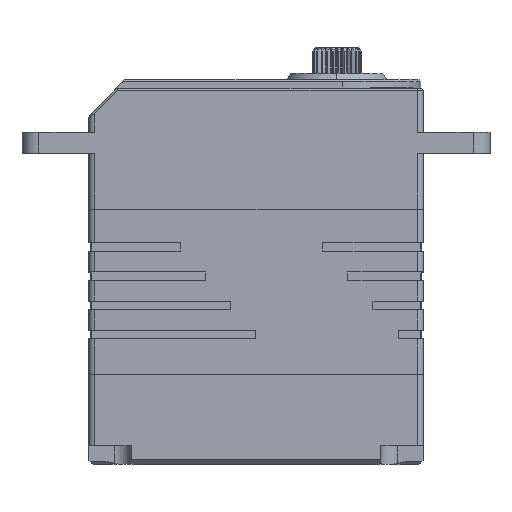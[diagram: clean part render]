
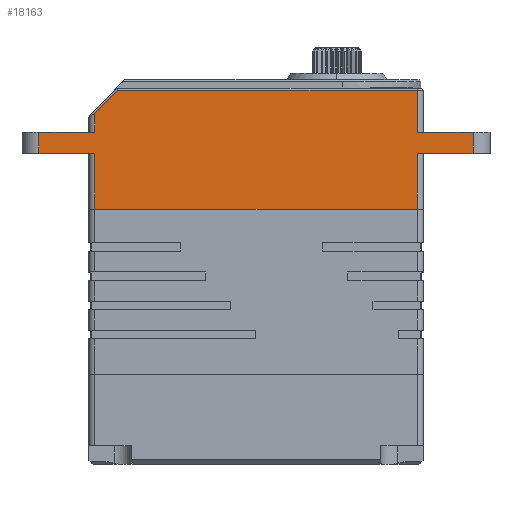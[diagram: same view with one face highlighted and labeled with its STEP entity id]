
A CAD part, top view. The second image highlights one B-rep face of the part: STEP entity #18163.
In plain terms, the highlighted planar face has unit normal (0, 0, 1).
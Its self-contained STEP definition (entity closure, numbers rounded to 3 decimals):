
#93 = VERTEX_POINT ( 'NONE', #4381 ) ;
#104 = CARTESIAN_POINT ( 'NONE',  ( -20.056, -6.497, 46.434 ) ) ;
#195 = ORIENTED_EDGE ( 'NONE', *, *, #1625, .F. ) ;
#286 = CARTESIAN_POINT ( 'NONE',  ( 18.544, -13.197, 46.434 ) ) ;
#751 = CARTESIAN_POINT ( 'NONE',  ( -20.056, -3.497, 46.434 ) ) ;
#771 = CARTESIAN_POINT ( 'NONE',  ( -18.239, 0.127, 46.434 ) ) ;
#1056 = VECTOR ( 'NONE', #20490, 1000. ) ;
#1107 = VERTEX_POINT ( 'NONE', #1216 ) ;
#1216 = CARTESIAN_POINT ( 'NONE',  ( -20.056, -1.726, 46.434 ) ) ;
#1625 = EDGE_CURVE ( 'NONE', #18299, #19487, #21651, .T. ) ;
#2089 = DIRECTION ( 'NONE',  ( 1., 0., 0. ) ) ;
#2427 = VERTEX_POINT ( 'NONE', #8779 ) ;
#2856 = VERTEX_POINT ( 'NONE', #10474 ) ;
#3158 = DIRECTION ( 'NONE',  ( 0., 1., 0. ) ) ;
#3306 = EDGE_CURVE ( 'NONE', #12401, #93, #21154, .T. ) ;
#3339 = VERTEX_POINT ( 'NONE', #14003 ) ;
#3447 = ORIENTED_EDGE ( 'NONE', *, *, #11679, .T. ) ;
#3818 = VECTOR ( 'NONE', #9886, 1000. ) ;
#4204 = CARTESIAN_POINT ( 'NONE',  ( -17.331, 1.053, 46.434 ) ) ;
#4381 = CARTESIAN_POINT ( 'NONE',  ( -20.056, -13.197, 46.434 ) ) ;
#4402 = CARTESIAN_POINT ( 'NONE',  ( 25.244, -3.997, 46.434 ) ) ;
#4794 = ORIENTED_EDGE ( 'NONE', *, *, #18972, .F. ) ;
#5139 = VECTOR ( 'NONE', #16995, 1000. ) ;
#5332 = VERTEX_POINT ( 'NONE', #14530 ) ;
#5966 = VECTOR ( 'NONE', #16015, 1000. ) ;
#6135 = EDGE_CURVE ( 'NONE', #18299, #21307, #20708, .T. ) ;
#6475 = VECTOR ( 'NONE', #17066, 1000. ) ;
#6713 = CARTESIAN_POINT ( 'NONE',  ( 18.544, -6.497, 46.434 ) ) ;
#6934 = DIRECTION ( 'NONE',  ( 0., -1., 0. ) ) ;
#7259 = CARTESIAN_POINT ( 'NONE',  ( -20.056, -2.611, 46.434 ) ) ;
#7766 = VERTEX_POINT ( 'NONE', #19189 ) ;
#7967 = ORIENTED_EDGE ( 'NONE', *, *, #8112, .F. ) ;
#8051 = VERTEX_POINT ( 'NONE', #4402 ) ;
#8112 = EDGE_CURVE ( 'NONE', #19428, #7766, #21080, .T. ) ;
#8312 = CARTESIAN_POINT ( 'NONE',  ( -26.756, -3.997, 46.434 ) ) ;
#8779 = CARTESIAN_POINT ( 'NONE',  ( -20.056, -3.497, 46.434 ) ) ;
#8911 = EDGE_LOOP ( 'NONE', ( #195, #11445, #11425, #20743, #22138, #15334, #9401, #7967, #3447, #16597, #13953, #4794, #9794, #15271 ) ) ;
#8994 = DIRECTION ( 'NONE',  ( 0., -1., 0. ) ) ;
#9325 = VERTEX_POINT ( 'NONE', #6713 ) ;
#9401 = ORIENTED_EDGE ( 'NONE', *, *, #17297, .F. ) ;
#9424 = CARTESIAN_POINT ( 'NONE',  ( -19.148, -0.799, 46.434 ) ) ;
#9448 = CARTESIAN_POINT ( 'NONE',  ( 18.544, -13.197, 46.434 ) ) ;
#9481 = LINE ( 'NONE', #16619, #16046 ) ;
#9794 = ORIENTED_EDGE ( 'NONE', *, *, #13481, .F. ) ;
#9886 = DIRECTION ( 'NONE',  ( 0., -1., 0. ) ) ;
#9897 = LINE ( 'NONE', #13457, #1056 ) ;
#10006 = CARTESIAN_POINT ( 'NONE',  ( 25.244, -3.997, 46.434 ) ) ;
#10474 = CARTESIAN_POINT ( 'NONE',  ( -20.056, -3.997, 46.434 ) ) ;
#10561 = DIRECTION ( 'NONE',  ( -1., 0., 0. ) ) ;
#10604 = LINE ( 'NONE', #7259, #13192 ) ;
#11284 = LINE ( 'NONE', #9448, #18407 ) ;
#11425 = ORIENTED_EDGE ( 'NONE', *, *, #12127, .T. ) ;
#11445 = ORIENTED_EDGE ( 'NONE', *, *, #6135, .T. ) ;
#11646 = CARTESIAN_POINT ( 'NONE',  ( -26.756, -6.497, 46.434 ) ) ;
#11679 = EDGE_CURVE ( 'NONE', #19428, #93, #13841, .T. ) ;
#11707 = DIRECTION ( 'NONE',  ( 0., 0., -1. ) ) ;
#11811 = LINE ( 'NONE', #751, #5139 ) ;
#12127 = EDGE_CURVE ( 'NONE', #21307, #1107, #16313, .T. ) ;
#12401 = VERTEX_POINT ( 'NONE', #19085 ) ;
#12587 = VECTOR ( 'NONE', #6934, 1000. ) ;
#12649 = CARTESIAN_POINT ( 'NONE',  ( -17.331, 1.053, 46.434 ) ) ;
#13147 = LINE ( 'NONE', #11646, #6475 ) ;
#13192 = VECTOR ( 'NONE', #8994, 1000. ) ;
#13428 = FACE_OUTER_BOUND ( 'NONE', #8911, .T. ) ;
#13457 = CARTESIAN_POINT ( 'NONE',  ( 25.244, -6.497, 46.434 ) ) ;
#13481 = EDGE_CURVE ( 'NONE', #8051, #3339, #15071, .T. ) ;
#13776 = CARTESIAN_POINT ( 'NONE',  ( -20.056, -6.497, 46.434 ) ) ;
#13841 = LINE ( 'NONE', #15683, #12587 ) ;
#13953 = ORIENTED_EDGE ( 'NONE', *, *, #20507, .T. ) ;
#14003 = CARTESIAN_POINT ( 'NONE',  ( 25.244, -6.497, 46.434 ) ) ;
#14131 = DIRECTION ( 'NONE',  ( -1., 0., 0. ) ) ;
#14530 = CARTESIAN_POINT ( 'NONE',  ( -26.756, -3.997, 46.434 ) ) ;
#14639 = AXIS2_PLACEMENT_3D ( 'NONE', #16885, #11707, #22186 ) ;
#14689 = VECTOR ( 'NONE', #14131, 1000. ) ;
#15071 = LINE ( 'NONE', #10006, #3818 ) ;
#15271 = ORIENTED_EDGE ( 'NONE', *, *, #17155, .F. ) ;
#15334 = ORIENTED_EDGE ( 'NONE', *, *, #20251, .F. ) ;
#15348 = DIRECTION ( 'NONE',  ( 1., 0., 0. ) ) ;
#15515 = VECTOR ( 'NONE', #19130, 1000. ) ;
#15683 = CARTESIAN_POINT ( 'NONE',  ( -20.056, -6.497, 46.434 ) ) ;
#16015 = DIRECTION ( 'NONE',  ( 0., -1., 0. ) ) ;
#16046 = VECTOR ( 'NONE', #2089, 1000. ) ;
#16313 = B_SPLINE_CURVE_WITH_KNOTS ( 'NONE', 3,
 ( #12649, #771, #9424, #18184 ),
 .UNSPECIFIED., .F., .F.,
 ( 4, 4 ),
 ( 0., 1. ),
 .UNSPECIFIED. ) ;
#16597 = ORIENTED_EDGE ( 'NONE', *, *, #3306, .F. ) ;
#16619 = CARTESIAN_POINT ( 'NONE',  ( 18.544, -3.997, 46.434 ) ) ;
#16885 = CARTESIAN_POINT ( 'NONE',  ( -29.356, -13.909, 46.434 ) ) ;
#16995 = DIRECTION ( 'NONE',  ( 0., -1., 0. ) ) ;
#17066 = DIRECTION ( 'NONE',  ( 0., 1., 0. ) ) ;
#17071 = LINE ( 'NONE', #8312, #22085 ) ;
#17155 = EDGE_CURVE ( 'NONE', #19487, #8051, #9481, .T. ) ;
#17297 = EDGE_CURVE ( 'NONE', #7766, #5332, #13147, .T. ) ;
#17481 = CARTESIAN_POINT ( 'NONE',  ( 18.544, 1.053, 46.434 ) ) ;
#18163 = ADVANCED_FACE ( 'NONE', ( #13428 ), #18513, .F. ) ;
#18184 = CARTESIAN_POINT ( 'NONE',  ( -20.056, -1.726, 46.434 ) ) ;
#18299 = VERTEX_POINT ( 'NONE', #22634 ) ;
#18407 = VECTOR ( 'NONE', #3158, 1000. ) ;
#18513 = PLANE ( 'NONE',  #14639 ) ;
#18741 = EDGE_CURVE ( 'NONE', #1107, #2427, #10604, .T. ) ;
#18972 = EDGE_CURVE ( 'NONE', #3339, #9325, #9897, .T. ) ;
#19085 = CARTESIAN_POINT ( 'NONE',  ( 18.544, -13.197, 46.434 ) ) ;
#19130 = DIRECTION ( 'NONE',  ( -1., 0., 0. ) ) ;
#19189 = CARTESIAN_POINT ( 'NONE',  ( -26.756, -6.497, 46.434 ) ) ;
#19428 = VERTEX_POINT ( 'NONE', #13776 ) ;
#19487 = VERTEX_POINT ( 'NONE', #21475 ) ;
#20251 = EDGE_CURVE ( 'NONE', #5332, #2856, #17071, .T. ) ;
#20490 = DIRECTION ( 'NONE',  ( -1., 0., 0. ) ) ;
#20507 = EDGE_CURVE ( 'NONE', #12401, #9325, #11284, .T. ) ;
#20708 = LINE ( 'NONE', #17481, #14689 ) ;
#20743 = ORIENTED_EDGE ( 'NONE', *, *, #18741, .T. ) ;
#21080 = LINE ( 'NONE', #104, #15515 ) ;
#21154 = LINE ( 'NONE', #286, #21188 ) ;
#21188 = VECTOR ( 'NONE', #10561, 1000. ) ;
#21307 = VERTEX_POINT ( 'NONE', #4204 ) ;
#21313 = CARTESIAN_POINT ( 'NONE',  ( 18.544, 1.053, 46.434 ) ) ;
#21377 = EDGE_CURVE ( 'NONE', #2427, #2856, #11811, .T. ) ;
#21475 = CARTESIAN_POINT ( 'NONE',  ( 18.544, -3.997, 46.434 ) ) ;
#21651 = LINE ( 'NONE', #21313, #5966 ) ;
#22085 = VECTOR ( 'NONE', #15348, 1000. ) ;
#22138 = ORIENTED_EDGE ( 'NONE', *, *, #21377, .T. ) ;
#22186 = DIRECTION ( 'NONE',  ( 0., 1., 0. ) ) ;
#22634 = CARTESIAN_POINT ( 'NONE',  ( 18.544, 1.053, 46.434 ) ) ;
